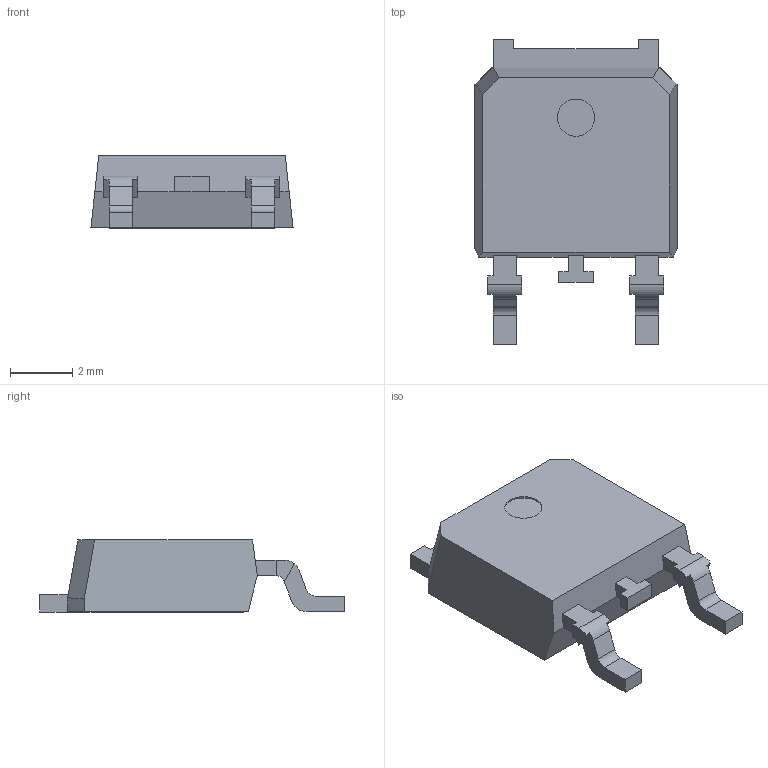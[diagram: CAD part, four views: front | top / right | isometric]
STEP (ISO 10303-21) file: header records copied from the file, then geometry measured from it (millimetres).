
FILE_DESCRIPTION(/* description */ ('Unknown'),/* implementation_level */ '2;1');
FILE_NAME(/* name */ 'T835-600B-TR',/* time_stamp */ '2025-07-21T11:04:31+02:00',/* author */ ('Unknown'),/* organization */ ('Unknown'),/* preprocessor_version */ 'ST-DEVELOPER v18.102',/* originating_system */ 'Solid Edge',/* authorisation */ 'Unknown');
FILE_SCHEMA (('AUTOMOTIVE_DESIGN {1 0 10303 214 3 1 1}'));
Length unit declared in the file: millimetre
Products named in the file (1): T835-600B-TR
Bounding box: 6.5 x 9.8 x 2.32 mm (x, y, z)
Volume: 89.3 mm3; surface area: 157.2 mm2
Topology: 1 solids, 1 shells, 93 faces, 253 edges, 164 vertices
Faces by surface type: plane 80, cylinder 13
Full cylindrical faces by diameter (mm): 1.196 x1
Entity records: 3556 total; most frequent: CARTESIAN_POINT 510, ORIENTED_EDGE 504, DIRECTION 470, EDGE_CURVE 252, LINE 222, VECTOR 222, VERTEX_POINT 164, AXIS2_PLACEMENT_3D 124
